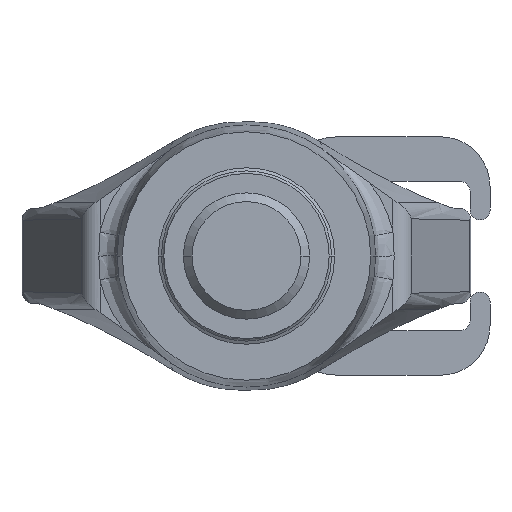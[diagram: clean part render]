
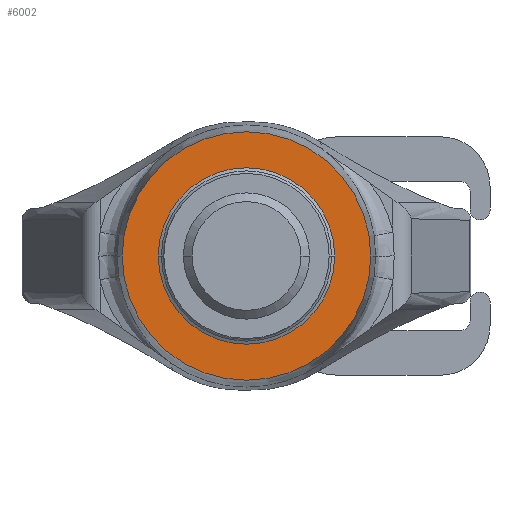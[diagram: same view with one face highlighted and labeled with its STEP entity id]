
A CAD part, front view. The second image highlights one B-rep face of the part: STEP entity #6002.
In plain terms, the highlighted planar face has unit normal (0, -1, 0).
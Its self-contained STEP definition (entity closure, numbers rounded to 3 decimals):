
#2=CARTESIAN_POINT('',(0.,-90.,0.));
#3=DIRECTION('',(0.,-1.,0.));
#4=DIRECTION('',(-1.,0.,0.));
#5=AXIS2_PLACEMENT_3D('',#2,#3,#4);
#7=CARTESIAN_POINT('',(0.,-90.,0.));
#8=DIRECTION('',(0.,-1.,0.));
#9=DIRECTION('',(1.,0.,0.));
#10=AXIS2_PLACEMENT_3D('',#7,#8,#9);
#18=CARTESIAN_POINT('',(0.,-90.,0.));
#19=DIRECTION('',(0.,-1.,0.));
#20=DIRECTION('',(1.,0.,0.));
#21=AXIS2_PLACEMENT_3D('',#18,#19,#20);
#200=CARTESIAN_POINT('',(0.,-90.,0.));
#201=DIRECTION('',(0.,1.,0.));
#202=DIRECTION('',(1.,0.,0.));
#203=AXIS2_PLACEMENT_3D('',#200,#201,#202);
#4780=CARTESIAN_POINT('',(50.,-90.,0.));
#4781=CARTESIAN_POINT('',(-50.,-90.,0.));
#4782=VERTEX_POINT('',#4780);
#4783=VERTEX_POINT('',#4781);
#4814=CARTESIAN_POINT('',(-35.5,-90.,0.));
#4815=CARTESIAN_POINT('',(35.5,-90.,0.));
#4816=VERTEX_POINT('',#4814);
#4817=VERTEX_POINT('',#4815);
#5985=CARTESIAN_POINT('',(0.,-90.,0.));
#5986=DIRECTION('',(0.,-1.,0.));
#5987=DIRECTION('',(-1.,0.,0.));
#5988=AXIS2_PLACEMENT_3D('',#5985,#5986,#5987);
#5989=PLANE('',#5988);
#5991=ORIENTED_EDGE('',*,*,#5990,.F.);
#5993=ORIENTED_EDGE('',*,*,#5992,.T.);
#5994=EDGE_LOOP('',(#5991,#5993));
#5995=FACE_OUTER_BOUND('',#5994,.F.);
#5997=ORIENTED_EDGE('',*,*,#5996,.T.);
#5999=ORIENTED_EDGE('',*,*,#5998,.T.);
#6000=EDGE_LOOP('',(#5997,#5999));
#6001=FACE_BOUND('',#6000,.F.);
#6002=ADVANCED_FACE('',(#5995,#6001),#5989,.T.);
#6=CIRCLE('',#5,35.5);
#11=CIRCLE('',#10,35.5);
#22=CIRCLE('',#21,50.);
#204=CIRCLE('',#203,50.);
#5990=EDGE_CURVE('',#4782,#4783,#22,.T.);
#5992=EDGE_CURVE('',#4782,#4783,#204,.T.);
#5996=EDGE_CURVE('',#4816,#4817,#6,.T.);
#5998=EDGE_CURVE('',#4817,#4816,#11,.T.);
